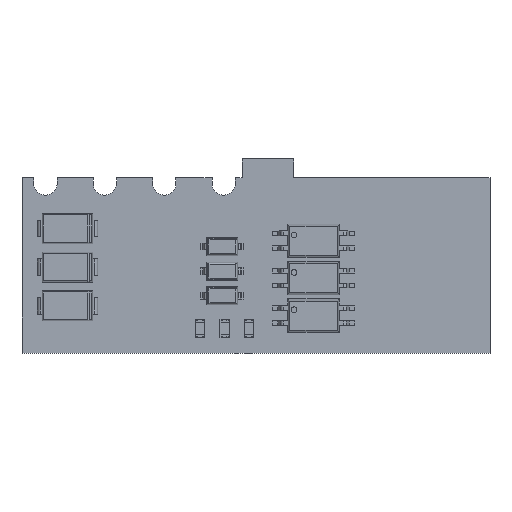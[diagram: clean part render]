
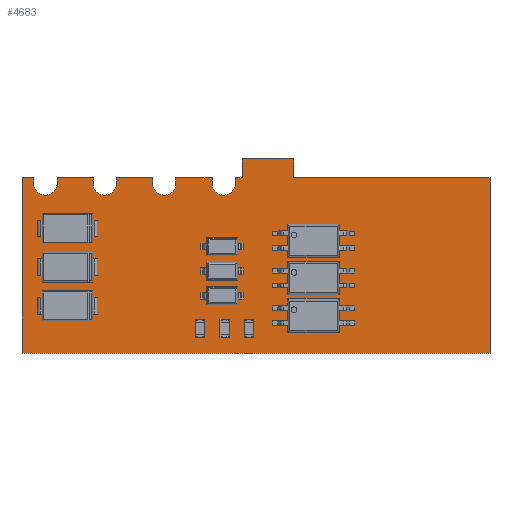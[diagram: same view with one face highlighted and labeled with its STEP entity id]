
A CAD part, top view. The second image highlights one B-rep face of the part: STEP entity #4683.
In plain terms, the highlighted planar face has unit normal (0, 0, 1).
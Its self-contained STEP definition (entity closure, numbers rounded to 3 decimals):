
#3906 = VERTEX_POINT('',#3907);
#3907 = CARTESIAN_POINT('',(-24.82,-13.8,0.));
#3913 = EDGE_CURVE('',#3906,#3914,#3916,.T.);
#3914 = VERTEX_POINT('',#3915);
#3915 = CARTESIAN_POINT('',(-24.82,1.2,0.));
#3916 = LINE('',#3917,#3918);
#3917 = CARTESIAN_POINT('',(-24.82,-13.8,0.));
#3918 = VECTOR('',#3919,1.);
#3919 = DIRECTION('',(0.,1.,0.));
#3944 = EDGE_CURVE('',#3914,#3945,#3947,.T.);
#3945 = VERTEX_POINT('',#3946);
#3946 = CARTESIAN_POINT('',(-23.82,1.2,0.));
#3947 = LINE('',#3948,#3949);
#3948 = CARTESIAN_POINT('',(-24.82,1.2,0.));
#3949 = VECTOR('',#3950,1.);
#3950 = DIRECTION('',(1.,0.,0.));
#3975 = EDGE_CURVE('',#3945,#3976,#3978,.T.);
#3976 = VERTEX_POINT('',#3977);
#3977 = CARTESIAN_POINT('',(-23.82,0.7,0.));
#3978 = LINE('',#3979,#3980);
#3979 = CARTESIAN_POINT('',(-23.82,1.7,0.));
#3980 = VECTOR('',#3981,1.);
#3981 = DIRECTION('',(0.,-1.,0.));
#4006 = EDGE_CURVE('',#3976,#4007,#4009,.T.);
#4007 = VERTEX_POINT('',#4008);
#4008 = CARTESIAN_POINT('',(-21.82,0.7,0.));
#4009 = CIRCLE('',#4010,1.);
#4010 = AXIS2_PLACEMENT_3D('',#4011,#4012,#4013);
#4011 = CARTESIAN_POINT('',(-22.82,0.7,0.));
#4012 = DIRECTION('',(0.,0.,1.));
#4013 = DIRECTION('',(-1.,0.,0.));
#4039 = EDGE_CURVE('',#4007,#4040,#4042,.T.);
#4040 = VERTEX_POINT('',#4041);
#4041 = CARTESIAN_POINT('',(-21.82,1.2,0.));
#4042 = LINE('',#4043,#4044);
#4043 = CARTESIAN_POINT('',(-21.82,0.7,0.));
#4044 = VECTOR('',#4045,1.);
#4045 = DIRECTION('',(0.,1.,0.));
#4070 = EDGE_CURVE('',#4040,#4071,#4073,.T.);
#4071 = VERTEX_POINT('',#4072);
#4072 = CARTESIAN_POINT('',(-18.74,1.2,0.));
#4073 = LINE('',#4074,#4075);
#4074 = CARTESIAN_POINT('',(-24.82,1.2,0.));
#4075 = VECTOR('',#4076,1.);
#4076 = DIRECTION('',(1.,0.,0.));
#4101 = EDGE_CURVE('',#4071,#4102,#4104,.T.);
#4102 = VERTEX_POINT('',#4103);
#4103 = CARTESIAN_POINT('',(-18.74,0.7,0.));
#4104 = LINE('',#4105,#4106);
#4105 = CARTESIAN_POINT('',(-18.74,1.7,0.));
#4106 = VECTOR('',#4107,1.);
#4107 = DIRECTION('',(0.,-1.,0.));
#4132 = EDGE_CURVE('',#4102,#4133,#4135,.T.);
#4133 = VERTEX_POINT('',#4134);
#4134 = CARTESIAN_POINT('',(-16.74,0.7,0.));
#4135 = CIRCLE('',#4136,1.);
#4136 = AXIS2_PLACEMENT_3D('',#4137,#4138,#4139);
#4137 = CARTESIAN_POINT('',(-17.74,0.7,0.));
#4138 = DIRECTION('',(0.,0.,1.));
#4139 = DIRECTION('',(-1.,0.,0.));
#4165 = EDGE_CURVE('',#4133,#4166,#4168,.T.);
#4166 = VERTEX_POINT('',#4167);
#4167 = CARTESIAN_POINT('',(-16.74,1.2,0.));
#4168 = LINE('',#4169,#4170);
#4169 = CARTESIAN_POINT('',(-16.74,0.7,0.));
#4170 = VECTOR('',#4171,1.);
#4171 = DIRECTION('',(0.,1.,0.));
#4196 = EDGE_CURVE('',#4166,#4197,#4199,.T.);
#4197 = VERTEX_POINT('',#4198);
#4198 = CARTESIAN_POINT('',(-13.66,1.2,0.));
#4199 = LINE('',#4200,#4201);
#4200 = CARTESIAN_POINT('',(-24.82,1.2,0.));
#4201 = VECTOR('',#4202,1.);
#4202 = DIRECTION('',(1.,0.,0.));
#4227 = EDGE_CURVE('',#4197,#4228,#4230,.T.);
#4228 = VERTEX_POINT('',#4229);
#4229 = CARTESIAN_POINT('',(-13.66,0.7,0.));
#4230 = LINE('',#4231,#4232);
#4231 = CARTESIAN_POINT('',(-13.66,1.7,0.));
#4232 = VECTOR('',#4233,1.);
#4233 = DIRECTION('',(0.,-1.,0.));
#4258 = EDGE_CURVE('',#4228,#4259,#4261,.T.);
#4259 = VERTEX_POINT('',#4260);
#4260 = CARTESIAN_POINT('',(-11.66,0.7,0.));
#4261 = CIRCLE('',#4262,1.);
#4262 = AXIS2_PLACEMENT_3D('',#4263,#4264,#4265);
#4263 = CARTESIAN_POINT('',(-12.66,0.7,0.));
#4264 = DIRECTION('',(0.,0.,1.));
#4265 = DIRECTION('',(-1.,0.,0.));
#4291 = EDGE_CURVE('',#4259,#4292,#4294,.T.);
#4292 = VERTEX_POINT('',#4293);
#4293 = CARTESIAN_POINT('',(-11.66,1.2,0.));
#4294 = LINE('',#4295,#4296);
#4295 = CARTESIAN_POINT('',(-11.66,0.7,0.));
#4296 = VECTOR('',#4297,1.);
#4297 = DIRECTION('',(0.,1.,0.));
#4322 = EDGE_CURVE('',#4292,#4323,#4325,.T.);
#4323 = VERTEX_POINT('',#4324);
#4324 = CARTESIAN_POINT('',(-8.58,1.2,0.));
#4325 = LINE('',#4326,#4327);
#4326 = CARTESIAN_POINT('',(-24.82,1.2,0.));
#4327 = VECTOR('',#4328,1.);
#4328 = DIRECTION('',(1.,0.,0.));
#4353 = EDGE_CURVE('',#4323,#4354,#4356,.T.);
#4354 = VERTEX_POINT('',#4355);
#4355 = CARTESIAN_POINT('',(-8.58,0.7,0.));
#4356 = LINE('',#4357,#4358);
#4357 = CARTESIAN_POINT('',(-8.58,1.7,0.));
#4358 = VECTOR('',#4359,1.);
#4359 = DIRECTION('',(0.,-1.,0.));
#4384 = EDGE_CURVE('',#4354,#4385,#4387,.T.);
#4385 = VERTEX_POINT('',#4386);
#4386 = CARTESIAN_POINT('',(-6.58,0.7,0.));
#4387 = CIRCLE('',#4388,1.);
#4388 = AXIS2_PLACEMENT_3D('',#4389,#4390,#4391);
#4389 = CARTESIAN_POINT('',(-7.58,0.7,0.));
#4390 = DIRECTION('',(0.,0.,1.));
#4391 = DIRECTION('',(-1.,0.,0.));
#4417 = EDGE_CURVE('',#4385,#4418,#4420,.T.);
#4418 = VERTEX_POINT('',#4419);
#4419 = CARTESIAN_POINT('',(-6.58,1.2,0.));
#4420 = LINE('',#4421,#4422);
#4421 = CARTESIAN_POINT('',(-6.58,0.7,0.));
#4422 = VECTOR('',#4423,1.);
#4423 = DIRECTION('',(0.,1.,0.));
#4448 = EDGE_CURVE('',#4418,#4449,#4451,.T.);
#4449 = VERTEX_POINT('',#4450);
#4450 = CARTESIAN_POINT('',(-6.,1.2,0.));
#4451 = LINE('',#4452,#4453);
#4452 = CARTESIAN_POINT('',(-24.82,1.2,0.));
#4453 = VECTOR('',#4454,1.);
#4454 = DIRECTION('',(1.,0.,0.));
#4479 = EDGE_CURVE('',#4449,#4480,#4482,.T.);
#4480 = VERTEX_POINT('',#4481);
#4481 = CARTESIAN_POINT('',(-6.,2.8,0.));
#4482 = LINE('',#4483,#4484);
#4483 = CARTESIAN_POINT('',(-6.,1.2,0.));
#4484 = VECTOR('',#4485,1.);
#4485 = DIRECTION('',(0.,1.,0.));
#4510 = EDGE_CURVE('',#4480,#4511,#4513,.T.);
#4511 = VERTEX_POINT('',#4512);
#4512 = CARTESIAN_POINT('',(-1.6,2.8,0.));
#4513 = LINE('',#4514,#4515);
#4514 = CARTESIAN_POINT('',(-6.,2.8,0.));
#4515 = VECTOR('',#4516,1.);
#4516 = DIRECTION('',(1.,0.,0.));
#4541 = EDGE_CURVE('',#4511,#4542,#4544,.T.);
#4542 = VERTEX_POINT('',#4543);
#4543 = CARTESIAN_POINT('',(-1.6,1.2,0.));
#4544 = LINE('',#4545,#4546);
#4545 = CARTESIAN_POINT('',(-1.6,2.8,0.));
#4546 = VECTOR('',#4547,1.);
#4547 = DIRECTION('',(0.,-1.,0.));
#4572 = EDGE_CURVE('',#4542,#4573,#4575,.T.);
#4573 = VERTEX_POINT('',#4574);
#4574 = CARTESIAN_POINT('',(15.18,1.2,0.));
#4575 = LINE('',#4576,#4577);
#4576 = CARTESIAN_POINT('',(-1.6,1.2,0.));
#4577 = VECTOR('',#4578,1.);
#4578 = DIRECTION('',(1.,0.,0.));
#4603 = EDGE_CURVE('',#4573,#4604,#4606,.T.);
#4604 = VERTEX_POINT('',#4605);
#4605 = CARTESIAN_POINT('',(15.18,-13.8,0.));
#4606 = LINE('',#4607,#4608);
#4607 = CARTESIAN_POINT('',(15.18,1.2,0.));
#4608 = VECTOR('',#4609,1.);
#4609 = DIRECTION('',(0.,-1.,0.));
#4634 = EDGE_CURVE('',#4604,#3906,#4635,.T.);
#4635 = LINE('',#4636,#4637);
#4636 = CARTESIAN_POINT('',(15.18,-13.8,0.));
#4637 = VECTOR('',#4638,1.);
#4638 = DIRECTION('',(-1.,0.,0.));
#4683 = ADVANCED_FACE('',(#4684),#4710,.T.);
#4684 = FACE_BOUND('',#4685,.T.);
#4685 = EDGE_LOOP('',(#4686,#4687,#4688,#4689,#4690,#4691,#4692,#4693,
    #4694,#4695,#4696,#4697,#4698,#4699,#4700,#4701,#4702,#4703,#4704,
    #4705,#4706,#4707,#4708,#4709));
#4686 = ORIENTED_EDGE('',*,*,#3913,.F.);
#4687 = ORIENTED_EDGE('',*,*,#4634,.F.);
#4688 = ORIENTED_EDGE('',*,*,#4603,.F.);
#4689 = ORIENTED_EDGE('',*,*,#4572,.F.);
#4690 = ORIENTED_EDGE('',*,*,#4541,.F.);
#4691 = ORIENTED_EDGE('',*,*,#4510,.F.);
#4692 = ORIENTED_EDGE('',*,*,#4479,.F.);
#4693 = ORIENTED_EDGE('',*,*,#4448,.F.);
#4694 = ORIENTED_EDGE('',*,*,#4417,.F.);
#4695 = ORIENTED_EDGE('',*,*,#4384,.F.);
#4696 = ORIENTED_EDGE('',*,*,#4353,.F.);
#4697 = ORIENTED_EDGE('',*,*,#4322,.F.);
#4698 = ORIENTED_EDGE('',*,*,#4291,.F.);
#4699 = ORIENTED_EDGE('',*,*,#4258,.F.);
#4700 = ORIENTED_EDGE('',*,*,#4227,.F.);
#4701 = ORIENTED_EDGE('',*,*,#4196,.F.);
#4702 = ORIENTED_EDGE('',*,*,#4165,.F.);
#4703 = ORIENTED_EDGE('',*,*,#4132,.F.);
#4704 = ORIENTED_EDGE('',*,*,#4101,.F.);
#4705 = ORIENTED_EDGE('',*,*,#4070,.F.);
#4706 = ORIENTED_EDGE('',*,*,#4039,.F.);
#4707 = ORIENTED_EDGE('',*,*,#4006,.F.);
#4708 = ORIENTED_EDGE('',*,*,#3975,.F.);
#4709 = ORIENTED_EDGE('',*,*,#3944,.F.);
#4710 = PLANE('',#4711);
#4711 = AXIS2_PLACEMENT_3D('',#4712,#4713,#4714);
#4712 = CARTESIAN_POINT('',(-24.82,-13.8,0.));
#4713 = DIRECTION('',(0.,0.,1.));
#4714 = DIRECTION('',(1.,0.,0.));
